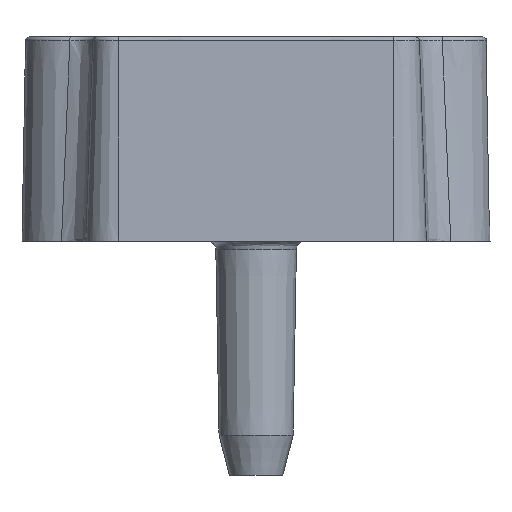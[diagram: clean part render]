
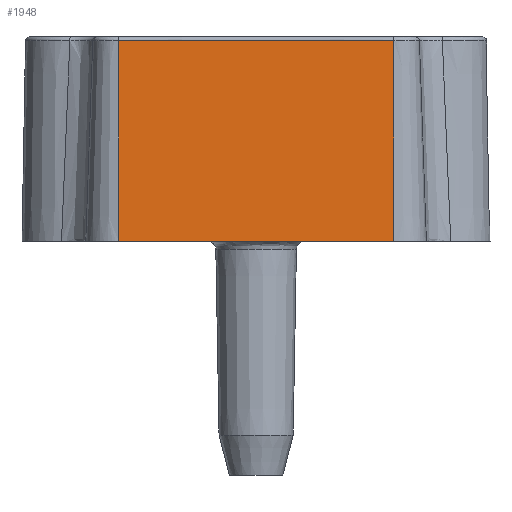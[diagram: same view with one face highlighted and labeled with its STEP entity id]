
A CAD part, front view. The second image highlights one B-rep face of the part: STEP entity #1948.
In plain terms, the highlighted planar face has unit normal (0, -0.999, 0.035).
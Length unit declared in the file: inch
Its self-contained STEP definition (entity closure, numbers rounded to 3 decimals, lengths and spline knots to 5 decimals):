
#307 = CARTESIAN_POINT ( 'NONE',  ( 2.28591, 1.14217, 0.42 ) ) ;
#582 = VECTOR ( 'NONE', #3189, 39.37008 ) ;
#716 = B_SPLINE_CURVE_WITH_KNOTS ( 'NONE', 1,
 ( #1342, #307 ),
 .UNSPECIFIED., .F., .F.,
 ( 2, 2 ),
 ( 0., 1. ),
 .UNSPECIFIED. ) ;
#1342 = CARTESIAN_POINT ( 'NONE',  ( 2.28611, 1.15859, 0.89035 ) ) ;
#1948 = ADVANCED_FACE ( 'NONE', ( #4625 ), #5532, .T. ) ;
#2238 = EDGE_CURVE ( 'NONE', #9320, #10784, #716, .T. ) ;
#2239 = VECTOR ( 'NONE', #11713, 39.37008 ) ;
#2900 = LINE ( 'NONE', #7775, #5941 ) ;
#3189 = DIRECTION ( 'NONE',  ( 1., 0., 0. ) ) ;
#3502 = EDGE_CURVE ( 'NONE', #7460, #11952, #2900, .T. ) ;
#3522 = ORIENTED_EDGE ( 'NONE', *, *, #2238, .F. ) ;
#3595 = DIRECTION ( 'NONE',  ( 0., -0.999, 0.035 ) ) ;
#3910 = CARTESIAN_POINT ( 'NONE',  ( 1.63554, 1.15859, 0.89035 ) ) ;
#4138 = CARTESIAN_POINT ( 'NONE',  ( 2.28591, 1.14217, 0.42 ) ) ;
#4242 = ORIENTED_EDGE ( 'NONE', *, *, #7031, .T. ) ;
#4281 = ORIENTED_EDGE ( 'NONE', *, *, #3502, .T. ) ;
#4283 = CARTESIAN_POINT ( 'NONE',  ( 1.40617, 1.14217, 0.42 ) ) ;
#4625 = FACE_OUTER_BOUND ( 'NONE', #11967, .T. ) ;
#4761 = CARTESIAN_POINT ( 'NONE',  ( 1.63554, 1.15859, 0.89035 ) ) ;
#5532 = PLANE ( 'NONE',  #9390 ) ;
#5816 = CARTESIAN_POINT ( 'NONE',  ( 1.63942, 1.15859, 0.89035 ) ) ;
#5854 = DIRECTION ( 'NONE',  ( 0., -0.035, -0.999 ) ) ;
#5941 = VECTOR ( 'NONE', #5854, 39.37008 ) ;
#7031 = EDGE_CURVE ( 'NONE', #11952, #10784, #7949, .T. ) ;
#7460 = VERTEX_POINT ( 'NONE', #5816 ) ;
#7775 = CARTESIAN_POINT ( 'NONE',  ( 1.63942, 1.15859, 0.89035 ) ) ;
#7949 = LINE ( 'NONE', #4283, #582 ) ;
#9320 = VERTEX_POINT ( 'NONE', #10582 ) ;
#9390 = AXIS2_PLACEMENT_3D ( 'NONE', #4761, #3595, #12369 ) ;
#9721 = LINE ( 'NONE', #3910, #2239 ) ;
#10077 = EDGE_CURVE ( 'NONE', #9320, #7460, #9721, .T. ) ;
#10582 = CARTESIAN_POINT ( 'NONE',  ( 2.28611, 1.15859, 0.89035 ) ) ;
#10784 = VERTEX_POINT ( 'NONE', #4138 ) ;
#11124 = ORIENTED_EDGE ( 'NONE', *, *, #10077, .T. ) ;
#11713 = DIRECTION ( 'NONE',  ( -1., 0., 0. ) ) ;
#11952 = VERTEX_POINT ( 'NONE', #12599 ) ;
#11967 = EDGE_LOOP ( 'NONE', ( #4281, #4242, #3522, #11124 ) ) ;
#12369 = DIRECTION ( 'NONE',  ( 0., -0.035, -0.999 ) ) ;
#12599 = CARTESIAN_POINT ( 'NONE',  ( 1.63963, 1.14217, 0.42 ) ) ;
